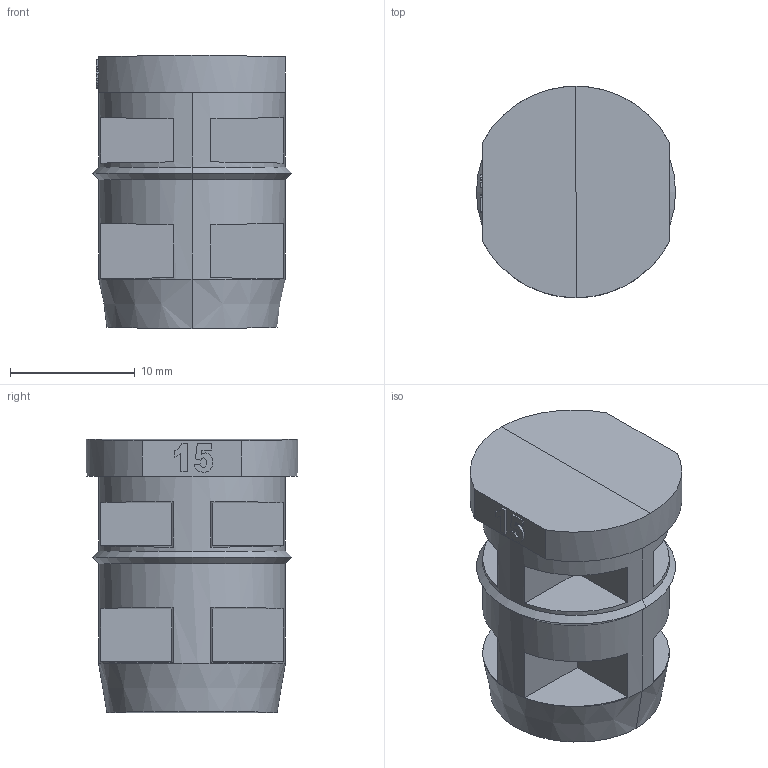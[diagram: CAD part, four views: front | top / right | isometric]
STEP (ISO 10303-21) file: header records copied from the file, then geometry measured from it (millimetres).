
FILE_DESCRIPTION(('Creo Elements/Direct Modeling STEP Export'),'2;1');
FILE_NAME('model.stp','2019-09-26T15:45:57',(''),(''),'Creo Elements/Direct Modeling STEP processor for AP214 (Solid Model)','Creo Elements/Direct Modeling 20.1A 29-Sep-2018 (C) Parametric Technology GmbH','');
FILE_SCHEMA(('AUTOMOTIVE_DESIGN { 1 0 10303 214 1 1 1 1 }'));
Length unit declared in the file: millimetre
Products named in the file (2): KDT_ST_15-select
Assembly tree (1 placements, depth 2):
  KDT_ST_15-select
    KDT_ST_15-select
Bounding box: 16 x 17 x 22 mm (x, y, z)
Volume: 3192.3 mm3; surface area: 1930 mm2
Topology: 1 solids, 1 shells, 111 faces, 286 edges, 187 vertices
Faces by surface type: plane 99, cylinder 6, cone 6
Entity records: 4129 total; most frequent: ORIENTED_EDGE 572, CARTESIAN_POINT 559, DIRECTION 497, EDGE_CURVE 286, VECTOR 247, LINE 247, VERTEX_POINT 187, AXIS2_PLACEMENT_3D 125
